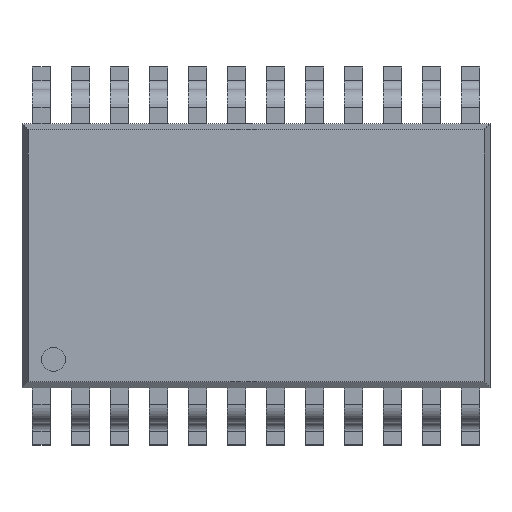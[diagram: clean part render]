
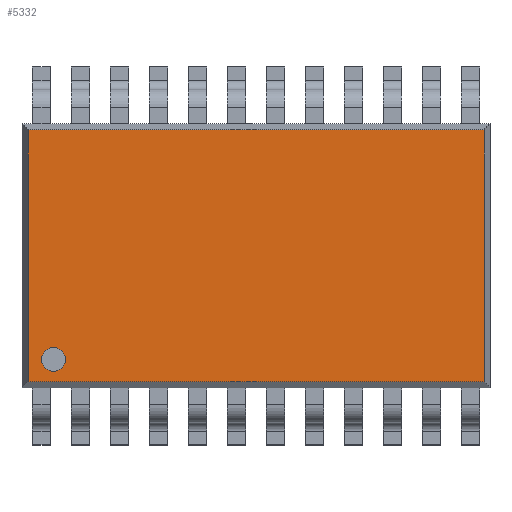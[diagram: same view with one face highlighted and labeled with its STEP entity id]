
A CAD part, top view. The second image highlights one B-rep face of the part: STEP entity #5332.
In plain terms, the highlighted planar face has unit normal (0, 0, 1).
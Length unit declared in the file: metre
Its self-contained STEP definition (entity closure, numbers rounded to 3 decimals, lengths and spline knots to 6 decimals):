
#359=CIRCLE('',#6144,0.0002);
#1817=ORIENTED_EDGE('',*,*,#2593,.T.);
#1818=ORIENTED_EDGE('',*,*,#2594,.T.);
#1819=ORIENTED_EDGE('',*,*,#2595,.T.);
#1820=ORIENTED_EDGE('',*,*,#2596,.T.);
#1821=ORIENTED_EDGE('',*,*,#2597,.T.);
#2593=EDGE_CURVE('',#3099,#3100,#3649,.T.);
#2594=EDGE_CURVE('',#3100,#3101,#3650,.T.);
#2595=EDGE_CURVE('',#3101,#3102,#3651,.T.);
#2596=EDGE_CURVE('',#3102,#3099,#3652,.T.);
#2597=EDGE_CURVE('',#3103,#3103,#359,.F.);
#3099=VERTEX_POINT('',#9298);
#3100=VERTEX_POINT('',#9299);
#3101=VERTEX_POINT('',#9301);
#3102=VERTEX_POINT('',#9303);
#3103=VERTEX_POINT('',#9306);
#3649=LINE('',#9297,#4205);
#3650=LINE('',#9300,#4206);
#3651=LINE('',#9302,#4207);
#3652=LINE('',#9304,#4208);
#4205=VECTOR('',#7717,1.);
#4206=VECTOR('',#7718,1.);
#4207=VECTOR('',#7719,1.);
#4208=VECTOR('',#7720,1.);
#4513=EDGE_LOOP('',(#1817,#1818,#1819,#1820));
#4514=EDGE_LOOP('',(#1821));
#4819=FACE_BOUND('',#4513,.T.);
#4820=FACE_BOUND('',#4514,.T.);
#5029=PLANE('',#6143);
#5332=ADVANCED_FACE('',(#4819,#4820),#5029,.T.);
#6143=AXIS2_PLACEMENT_3D('',#9296,#7715,#7716);
#6144=AXIS2_PLACEMENT_3D('',#9305,#7721,#7722);
#7715=DIRECTION('',(0.,0.,1.));
#7716=DIRECTION('',(1.,0.,0.));
#7717=DIRECTION('',(0.,1.,0.));
#7718=DIRECTION('',(-1.,0.,0.));
#7719=DIRECTION('',(0.,-1.,0.));
#7720=DIRECTION('',(1.,0.,0.));
#7721=DIRECTION('',(0.,0.,1.));
#7722=DIRECTION('',(1.,0.,0.));
#9296=CARTESIAN_POINT('',(0.,0.,0.001));
#9297=CARTESIAN_POINT('',(0.0038,0.,0.001));
#9298=CARTESIAN_POINT('',(0.0038,-0.0021,0.001));
#9299=CARTESIAN_POINT('',(0.0038,0.0021,0.001));
#9300=CARTESIAN_POINT('',(0.,0.0021,0.001));
#9301=CARTESIAN_POINT('',(-0.0038,0.0021,0.001));
#9302=CARTESIAN_POINT('',(-0.0038,-0.0022,0.001));
#9303=CARTESIAN_POINT('',(-0.0038,-0.0021,0.001));
#9304=CARTESIAN_POINT('',(0.0039,-0.0021,0.001));
#9305=CARTESIAN_POINT('',(-0.003375,-0.001725,0.001));
#9306=CARTESIAN_POINT('',(-0.003175,-0.001725,0.001));
